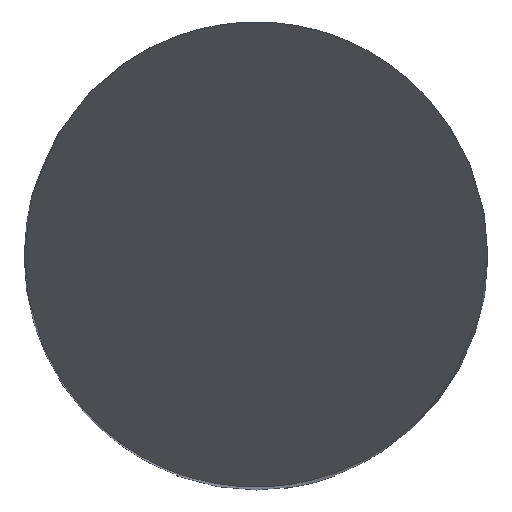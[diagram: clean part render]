
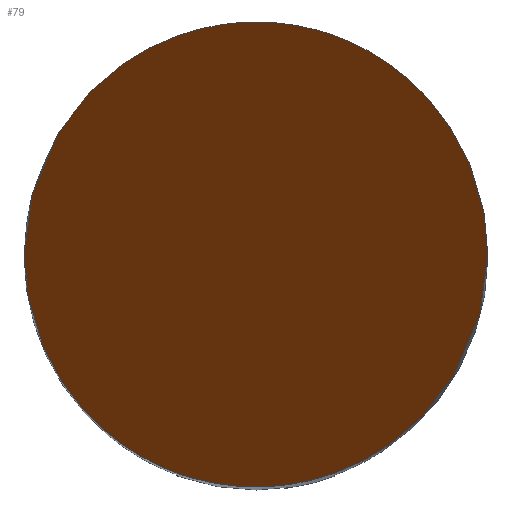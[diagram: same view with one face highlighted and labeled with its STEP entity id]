
A CAD part, top view. The second image highlights one B-rep face of the part: STEP entity #79.
In plain terms, the highlighted planar face has unit normal (0, -0.866, 0.5).
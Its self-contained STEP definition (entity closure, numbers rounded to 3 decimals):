
#49=PLANE('',#720);
#79=ADVANCED_FACE('FLCHE2',(#125),#49,.F.);
#125=FACE_OUTER_BOUND('',#161,.T.);
#161=EDGE_LOOP('',(#364,#365));
#364=ORIENTED_EDGE('',*,*,#548,.F.);
#365=ORIENTED_EDGE('',*,*,#584,.F.);
#486=VERTEX_POINT('',#1015);
#487=VERTEX_POINT('',#1016);
#548=EDGE_CURVE('',#486,#487,#653,.T.);
#584=EDGE_CURVE('',#487,#486,#658,.T.);
#653=(
BOUNDED_CURVE()
B_SPLINE_CURVE(3,(#1011,#1012,#1013,#1014),.UNSPECIFIED.,.F.,.F.)
B_SPLINE_CURVE_WITH_KNOTS((4,4),(0.,1.),.UNSPECIFIED.)
CURVE()
GEOMETRIC_REPRESENTATION_ITEM()
RATIONAL_B_SPLINE_CURVE((1.,0.333,0.333,1.))
REPRESENTATION_ITEM('')
);
#658=(
BOUNDED_CURVE()
B_SPLINE_CURVE(3,(#1141,#1142,#1143,#1144),.UNSPECIFIED.,.F.,.F.)
B_SPLINE_CURVE_WITH_KNOTS((4,4),(0.,1.),.UNSPECIFIED.)
CURVE()
GEOMETRIC_REPRESENTATION_ITEM()
RATIONAL_B_SPLINE_CURVE((1.,0.333,0.333,1.))
REPRESENTATION_ITEM('')
);
#720=AXIS2_PLACEMENT_3D('',#1187,#812,#813);
#812=DIRECTION('',(0.,0.866,-0.5));
#813=DIRECTION('',(0.,0.5,0.866));
#1011=CARTESIAN_POINT('',(-5.,0.,0.));
#1012=CARTESIAN_POINT('',(-5.,10.,17.321));
#1013=CARTESIAN_POINT('',(5.,10.,17.321));
#1014=CARTESIAN_POINT('',(5.,0.,0.));
#1015=CARTESIAN_POINT('',(-5.,0.,0.));
#1016=CARTESIAN_POINT('',(5.,0.,0.));
#1141=CARTESIAN_POINT('',(5.,0.,0.));
#1142=CARTESIAN_POINT('',(5.,-10.,-17.321));
#1143=CARTESIAN_POINT('',(-5.,-10.,-17.321));
#1144=CARTESIAN_POINT('',(-5.,0.,0.));
#1187=CARTESIAN_POINT('',(5.,5.,8.66));
